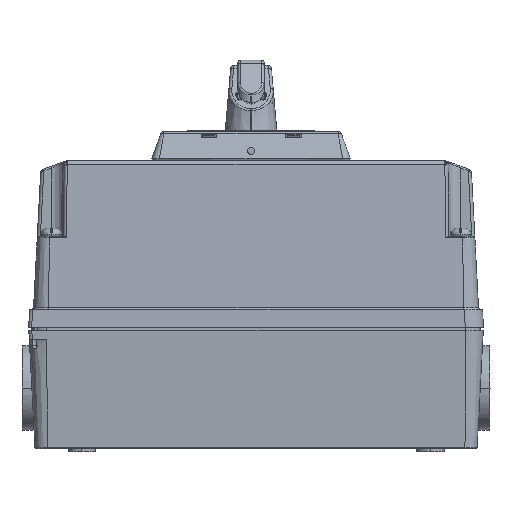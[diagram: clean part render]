
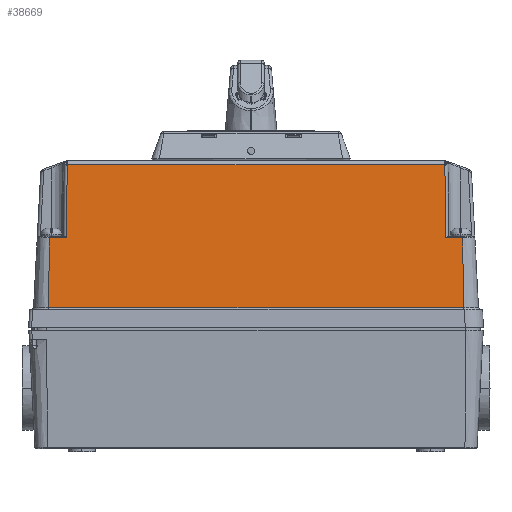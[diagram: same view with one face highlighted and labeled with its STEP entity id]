
A CAD part, left-side view. The second image highlights one B-rep face of the part: STEP entity #38669.
In plain terms, the highlighted planar face has unit normal (-0.999, 0, 0.052).
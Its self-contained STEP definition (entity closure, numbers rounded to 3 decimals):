
#7466=DIRECTION('',(0.,1.,0.));
#7467=VECTOR('',#7466,124.249);
#7468=CARTESIAN_POINT('',(-21.917,-61.319,
53.579));
#7469=LINE('',#7468,#7467);
#7488=CARTESIAN_POINT('',(-21.917,-61.319,
53.579));
#7521=CARTESIAN_POINT('',(-21.92,-61.49,
53.516));
#7749=CARTESIAN_POINT('',(-23.178,-61.699,
29.526));
#8350=DIRECTION('',(-0.052,-0.011,-0.999));
#8351=VECTOR('',#8350,23.085);
#8352=CARTESIAN_POINT('',(-23.178,-67.365,
29.526));
#8353=LINE('',#8352,#8351);
#8354=DIRECTION('',(0.052,-0.011,0.999));
#8355=VECTOR('',#8354,23.085);
#8356=CARTESIAN_POINT('',(-24.386,69.227,6.474));
#8357=LINE('',#8356,#8355);
#8358=DIRECTION('',(0.052,-0.009,0.999));
#8359=VECTOR('',#8358,24.024);
#8360=CARTESIAN_POINT('',(-23.178,63.31,29.526));
#8361=LINE('',#8360,#8359);
#8362=DIRECTION('',(0.018,-0.94,0.342));
#8363=VECTOR('',#8362,0.182);
#8364=CARTESIAN_POINT('',(-21.92,63.101,53.516));
#8365=LINE('',#8364,#8363);
#8366=DIRECTION('',(-0.018,-0.94,-0.342));
#8367=VECTOR('',#8366,0.182);
#8368=CARTESIAN_POINT('',(-21.917,-61.319,
53.579));
#8369=LINE('',#8368,#8367);
#8370=DIRECTION('',(-0.052,-0.009,-0.999));
#8371=VECTOR('',#8370,24.024);
#8372=CARTESIAN_POINT('',(-21.92,-61.49,
53.516));
#8373=LINE('',#8372,#8371);
#8403=CARTESIAN_POINT('',(-23.178,-67.365,
29.526));
#8441=DIRECTION('',(0.,-1.,0.));
#8442=VECTOR('',#8441,136.843);
#8443=CARTESIAN_POINT('',(-24.386,69.227,6.474));
#8444=LINE('',#8443,#8442);
#10016=DIRECTION('',(0.,1.,0.));
#10017=VECTOR('',#10016,5.666);
#10018=CARTESIAN_POINT('',(-23.178,63.31,
29.526));
#10019=LINE('',#10018,#10017);
#15708=DIRECTION('',(0.,1.,0.));
#15709=VECTOR('',#15708,5.666);
#15710=CARTESIAN_POINT('',(-23.178,-67.365,
29.526));
#15711=LINE('',#15710,#15709);
#21711=VERTEX_POINT('',#7488);
#21712=CARTESIAN_POINT('',(-21.917,62.93,
53.579));
#21713=VERTEX_POINT('',#21712);
#21717=VERTEX_POINT('',#7521);
#21744=VERTEX_POINT('',#7749);
#21784=VERTEX_POINT('',#8403);
#21830=CARTESIAN_POINT('',(-21.92,63.101,
53.516));
#21831=VERTEX_POINT('',#21830);
#21834=CARTESIAN_POINT('',(-24.386,-67.616,
6.474));
#21835=VERTEX_POINT('',#21834);
#21836=CARTESIAN_POINT('',(-24.386,69.227,
6.474));
#21837=VERTEX_POINT('',#21836);
#21838=CARTESIAN_POINT('',(-23.178,68.976,
29.526));
#21839=VERTEX_POINT('',#21838);
#21840=CARTESIAN_POINT('',(-23.178,63.31,
29.526));
#21841=VERTEX_POINT('',#21840);
#38646=CARTESIAN_POINT('',(-23.151,0.805,
30.026));
#38647=DIRECTION('',(0.999,0.,-0.052));
#38648=DIRECTION('',(0.,-1.,0.));
#38649=AXIS2_PLACEMENT_3D('',#38646,#38647,#38648);
#38650=PLANE('',#38649);
#38652=ORIENTED_EDGE('',*,*,#38651,.T.);
#38654=ORIENTED_EDGE('',*,*,#38653,.F.);
#38656=ORIENTED_EDGE('',*,*,#38655,.T.);
#38658=ORIENTED_EDGE('',*,*,#38657,.F.);
#38660=ORIENTED_EDGE('',*,*,#38659,.T.);
#38661=ORIENTED_EDGE('',*,*,#38627,.T.);
#38662=ORIENTED_EDGE('',*,*,#36760,.F.);
#38663=ORIENTED_EDGE('',*,*,#36824,.T.);
#38664=ORIENTED_EDGE('',*,*,#37503,.T.);
#38666=ORIENTED_EDGE('',*,*,#38665,.F.);
#38667=EDGE_LOOP('',(#38652,#38654,#38656,#38658,#38660,#38661,#38662,#38663,
#38664,#38666));
#38668=FACE_OUTER_BOUND('',#38667,.F.);
#36760=EDGE_CURVE('',#21711,#21713,#7469,.T.);
#36824=EDGE_CURVE('',#21711,#21717,#8369,.T.);
#37503=EDGE_CURVE('',#21717,#21744,#8373,.T.);
#38627=EDGE_CURVE('',#21831,#21713,#8365,.T.);
#38651=EDGE_CURVE('',#21784,#21835,#8353,.T.);
#38653=EDGE_CURVE('',#21837,#21835,#8444,.T.);
#38655=EDGE_CURVE('',#21837,#21839,#8357,.T.);
#38657=EDGE_CURVE('',#21841,#21839,#10019,.T.);
#38659=EDGE_CURVE('',#21841,#21831,#8361,.T.);
#38665=EDGE_CURVE('',#21784,#21744,#15711,.T.);
#38669=ADVANCED_FACE('',(#38668),#38650,.F.);
